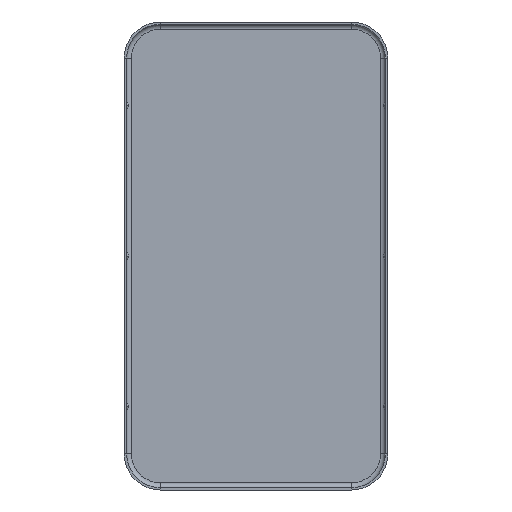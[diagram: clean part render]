
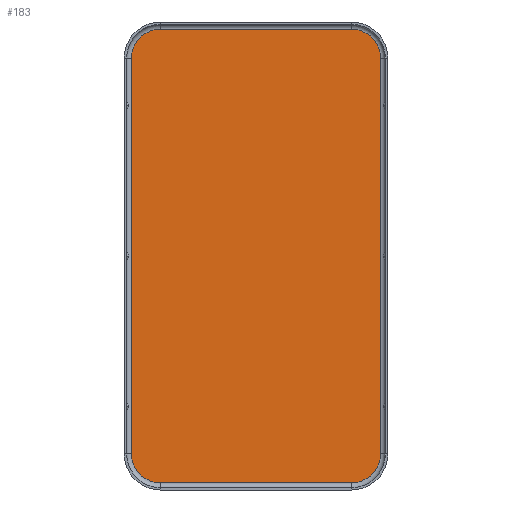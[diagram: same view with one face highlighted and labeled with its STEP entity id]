
A CAD part, front view. The second image highlights one B-rep face of the part: STEP entity #183.
In plain terms, the highlighted planar face has unit normal (0, -1, 0).
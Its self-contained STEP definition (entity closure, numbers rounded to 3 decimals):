
#4 = DIRECTION ( 'NONE',  ( 0., -1., 0. ) ) ;
#10 = VERTEX_POINT ( 'NONE', #492 ) ;
#16 = DIRECTION ( 'NONE',  ( -1., 0., 0. ) ) ;
#73 = CARTESIAN_POINT ( 'NONE',  ( -7.95, 0., 18.85 ) ) ;
#137 = DIRECTION ( 'NONE',  ( 0., -1., 0. ) ) ;
#158 = CARTESIAN_POINT ( 'NONE',  ( 7.95, 0., -18.85 ) ) ;
#180 = FACE_OUTER_BOUND ( 'NONE', #836, .T. ) ;
#181 = DIRECTION ( 'NONE',  ( 0., 1., 0. ) ) ;
#183 = ADVANCED_FACE ( 'NONE', ( #180 ), #756, .T. ) ;
#185 = ORIENTED_EDGE ( 'NONE', *, *, #1833, .T. ) ;
#190 = LINE ( 'NONE', #1462, #1357 ) ;
#207 = EDGE_CURVE ( 'NONE', #560, #898, #1439, .T. ) ;
#300 = VERTEX_POINT ( 'NONE', #1623 ) ;
#304 = CARTESIAN_POINT ( 'NONE',  ( 10.35, 0., 16.45 ) ) ;
#309 = CIRCLE ( 'NONE', #1490, 2.4 ) ;
#311 = DIRECTION ( 'NONE',  ( 0., 0., 1. ) ) ;
#312 = DIRECTION ( 'NONE',  ( 0., -1., 0. ) ) ;
#320 = AXIS2_PLACEMENT_3D ( 'NONE', #1612, #312, #341 ) ;
#331 = CARTESIAN_POINT ( 'NONE',  ( 7.95, 0., -18.85 ) ) ;
#341 = DIRECTION ( 'NONE',  ( 0., 0., -1. ) ) ;
#342 = DIRECTION ( 'NONE',  ( 0., 0., -1. ) ) ;
#364 = VERTEX_POINT ( 'NONE', #814 ) ;
#381 = EDGE_CURVE ( 'NONE', #1030, #560, #309, .T. ) ;
#428 = VERTEX_POINT ( 'NONE', #304 ) ;
#439 = ORIENTED_EDGE ( 'NONE', *, *, #207, .F. ) ;
#444 = LINE ( 'NONE', #545, #1282 ) ;
#460 = DIRECTION ( 'NONE',  ( 0., 0., -1. ) ) ;
#492 = CARTESIAN_POINT ( 'NONE',  ( -10.35, 0., 16.45 ) ) ;
#545 = CARTESIAN_POINT ( 'NONE',  ( 7.95, 0., 18.85 ) ) ;
#552 = CARTESIAN_POINT ( 'NONE',  ( -10.35, 0., 0. ) ) ;
#557 = VECTOR ( 'NONE', #1266, 1000. ) ;
#560 = VERTEX_POINT ( 'NONE', #331 ) ;
#586 = CARTESIAN_POINT ( 'NONE',  ( -7.95, 0., -18.85 ) ) ;
#605 = VERTEX_POINT ( 'NONE', #73 ) ;
#608 = CARTESIAN_POINT ( 'NONE',  ( -7.95, 0., -16.45 ) ) ;
#710 = LINE ( 'NONE', #552, #557 ) ;
#755 = CARTESIAN_POINT ( 'NONE',  ( 7.95, 0., -16.45 ) ) ;
#756 = PLANE ( 'NONE',  #320 ) ;
#779 = CIRCLE ( 'NONE', #1692, 2.4 ) ;
#814 = CARTESIAN_POINT ( 'NONE',  ( 7.95, 0., 18.85 ) ) ;
#836 = EDGE_LOOP ( 'NONE', ( #439, #897, #1573, #1840, #1046, #1511, #185, #1161 ) ) ;
#879 = DIRECTION ( 'NONE',  ( 0., 1., 0. ) ) ;
#897 = ORIENTED_EDGE ( 'NONE', *, *, #381, .F. ) ;
#898 = VERTEX_POINT ( 'NONE', #586 ) ;
#908 = EDGE_CURVE ( 'NONE', #364, #605, #444, .T. ) ;
#1005 = DIRECTION ( 'NONE',  ( 0., 0., -1. ) ) ;
#1008 = AXIS2_PLACEMENT_3D ( 'NONE', #608, #137, #1267 ) ;
#1011 = EDGE_CURVE ( 'NONE', #10, #605, #1688, .T. ) ;
#1030 = VERTEX_POINT ( 'NONE', #1302 ) ;
#1046 = ORIENTED_EDGE ( 'NONE', *, *, #908, .T. ) ;
#1058 = EDGE_CURVE ( 'NONE', #428, #1030, #190, .T. ) ;
#1059 = VECTOR ( 'NONE', #16, 1000. ) ;
#1130 = DIRECTION ( 'NONE',  ( -1., 0., 0. ) ) ;
#1151 = AXIS2_PLACEMENT_3D ( 'NONE', #1714, #181, #460 ) ;
#1161 = ORIENTED_EDGE ( 'NONE', *, *, #1453, .T. ) ;
#1266 = DIRECTION ( 'NONE',  ( 0., 0., -1. ) ) ;
#1267 = DIRECTION ( 'NONE',  ( 0., 0., 1. ) ) ;
#1282 = VECTOR ( 'NONE', #1130, 1000. ) ;
#1302 = CARTESIAN_POINT ( 'NONE',  ( 10.35, 0., -16.45 ) ) ;
#1357 = VECTOR ( 'NONE', #342, 1000. ) ;
#1413 = EDGE_CURVE ( 'NONE', #428, #364, #779, .T. ) ;
#1417 = CIRCLE ( 'NONE', #1008, 2.4 ) ;
#1439 = LINE ( 'NONE', #158, #1059 ) ;
#1453 = EDGE_CURVE ( 'NONE', #300, #898, #1417, .T. ) ;
#1462 = CARTESIAN_POINT ( 'NONE',  ( 10.35, 0., 0. ) ) ;
#1490 = AXIS2_PLACEMENT_3D ( 'NONE', #755, #879, #311 ) ;
#1511 = ORIENTED_EDGE ( 'NONE', *, *, #1011, .F. ) ;
#1573 = ORIENTED_EDGE ( 'NONE', *, *, #1058, .F. ) ;
#1586 = CARTESIAN_POINT ( 'NONE',  ( 7.95, 0., 16.45 ) ) ;
#1612 = CARTESIAN_POINT ( 'NONE',  ( 7.95, 0., -16.45 ) ) ;
#1623 = CARTESIAN_POINT ( 'NONE',  ( -10.35, 0., -16.45 ) ) ;
#1688 = CIRCLE ( 'NONE', #1151, 2.4 ) ;
#1692 = AXIS2_PLACEMENT_3D ( 'NONE', #1586, #4, #1005 ) ;
#1714 = CARTESIAN_POINT ( 'NONE',  ( -7.95, 0., 16.45 ) ) ;
#1833 = EDGE_CURVE ( 'NONE', #10, #300, #710, .T. ) ;
#1840 = ORIENTED_EDGE ( 'NONE', *, *, #1413, .T. ) ;
